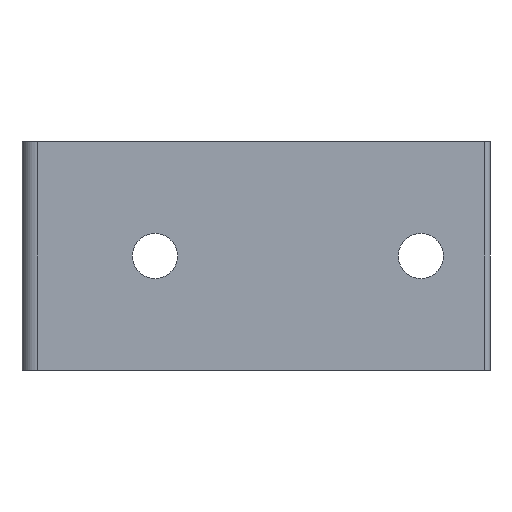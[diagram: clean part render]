
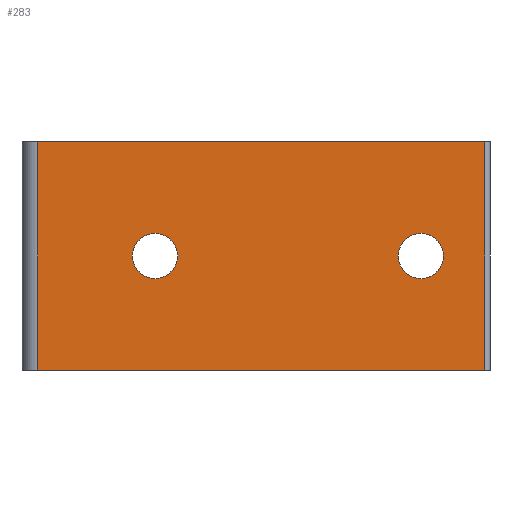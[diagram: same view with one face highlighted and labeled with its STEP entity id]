
A CAD part, front view. The second image highlights one B-rep face of the part: STEP entity #283.
In plain terms, the highlighted planar face has unit normal (0, -1, 0).
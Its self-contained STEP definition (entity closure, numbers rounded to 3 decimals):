
#2 = ORIENTED_EDGE ( 'NONE', *, *, #531, .T. ) ;
#25 = ORIENTED_EDGE ( 'NONE', *, *, #577, .F. ) ;
#39 = ORIENTED_EDGE ( 'NONE', *, *, #534, .T. ) ;
#53 = ORIENTED_EDGE ( 'NONE', *, *, #500, .T. ) ;
#76 = EDGE_LOOP ( 'NONE', ( #1144 ) ) ;
#83 = VERTEX_POINT ( 'NONE', #213 ) ;
#86 = VERTEX_POINT ( 'NONE', #215 ) ;
#95 = VERTEX_POINT ( 'NONE', #462 ) ;
#100 = FACE_BOUND ( 'NONE', #130, .T. ) ;
#103 = EDGE_LOOP ( 'NONE', ( #25, #2, #53, #39 ) ) ;
#115 = FACE_OUTER_BOUND ( 'NONE', #103, .T. ) ;
#123 = FACE_BOUND ( 'NONE', #76, .T. ) ;
#130 = EDGE_LOOP ( 'NONE', ( #703 ) ) ;
#213 = CARTESIAN_POINT ( 'NONE',  ( 3., 0., 21.5 ) ) ;
#215 = CARTESIAN_POINT ( 'NONE',  ( 3., 0., -21.5 ) ) ;
#248 = CARTESIAN_POINT ( 'NONE',  ( 87., 0., -21.5 ) ) ;
#252 = CARTESIAN_POINT ( 'NONE',  ( 75., 0., 4.25 ) ) ;
#262 = CARTESIAN_POINT ( 'NONE',  ( 25., 0., 4.25 ) ) ;
#283 = ADVANCED_FACE ( 'NONE', ( #123, #100, #115 ), #486, .F. ) ;
#320 = VECTOR ( 'NONE', #735, 1000. ) ;
#321 = LINE ( 'NONE', #740, #320 ) ;
#336 = LINE ( 'NONE', #925, #346 ) ;
#346 = VECTOR ( 'NONE', #931, 1000. ) ;
#445 = VERTEX_POINT ( 'NONE', #252 ) ;
#462 = CARTESIAN_POINT ( 'NONE',  ( 87., 0., 21.5 ) ) ;
#483 = DIRECTION ( 'NONE',  ( 0., 1., 0. ) ) ;
#485 = CARTESIAN_POINT ( 'NONE',  ( 0., 0., 21.5 ) ) ;
#486 = PLANE ( 'NONE',  #665 ) ;
#487 = DIRECTION ( 'NONE',  ( 0., 0., 1. ) ) ;
#500 = EDGE_CURVE ( 'NONE', #86, #1169, #336, .T. ) ;
#531 = EDGE_CURVE ( 'NONE', #83, #86, #1026, .T. ) ;
#532 = EDGE_CURVE ( 'NONE', #445, #445, #1053, .T. ) ;
#534 = EDGE_CURVE ( 'NONE', #1169, #95, #1130, .T. ) ;
#563 = EDGE_CURVE ( 'NONE', #1021, #1021, #952, .T. ) ;
#577 = EDGE_CURVE ( 'NONE', #83, #95, #321, .T. ) ;
#602 = AXIS2_PLACEMENT_3D ( 'NONE', #773, #774, #775 ) ;
#641 = AXIS2_PLACEMENT_3D ( 'NONE', #709, #710, #711 ) ;
#665 = AXIS2_PLACEMENT_3D ( 'NONE', #485, #483, #487 ) ;
#703 = ORIENTED_EDGE ( 'NONE', *, *, #563, .T. ) ;
#709 = CARTESIAN_POINT ( 'NONE',  ( 25., 0., 0. ) ) ;
#710 = DIRECTION ( 'NONE',  ( 0., 1., 0. ) ) ;
#711 = DIRECTION ( 'NONE',  ( 0., 0., 1. ) ) ;
#735 = DIRECTION ( 'NONE',  ( 1., 0., 0. ) ) ;
#740 = CARTESIAN_POINT ( 'NONE',  ( 0., 0., 21.5 ) ) ;
#765 = CARTESIAN_POINT ( 'NONE',  ( 87., 0., 21.5 ) ) ;
#770 = CARTESIAN_POINT ( 'NONE',  ( 3., 0., 21.5 ) ) ;
#771 = DIRECTION ( 'NONE',  ( 0., 0., -1. ) ) ;
#773 = CARTESIAN_POINT ( 'NONE',  ( 75., 0., 0. ) ) ;
#774 = DIRECTION ( 'NONE',  ( 0., 1., 0. ) ) ;
#775 = DIRECTION ( 'NONE',  ( 0., 0., 1. ) ) ;
#778 = DIRECTION ( 'NONE',  ( 0., 0., 1. ) ) ;
#925 = CARTESIAN_POINT ( 'NONE',  ( 0., 0., -21.5 ) ) ;
#931 = DIRECTION ( 'NONE',  ( 1., 0., 0. ) ) ;
#952 = CIRCLE ( 'NONE', #641, 4.25 ) ;
#1021 = VERTEX_POINT ( 'NONE', #262 ) ;
#1026 = LINE ( 'NONE', #770, #1050 ) ;
#1050 = VECTOR ( 'NONE', #771, 1000. ) ;
#1053 = CIRCLE ( 'NONE', #602, 4.25 ) ;
#1116 = VECTOR ( 'NONE', #778, 1000. ) ;
#1130 = LINE ( 'NONE', #765, #1116 ) ;
#1144 = ORIENTED_EDGE ( 'NONE', *, *, #532, .T. ) ;
#1169 = VERTEX_POINT ( 'NONE', #248 ) ;
